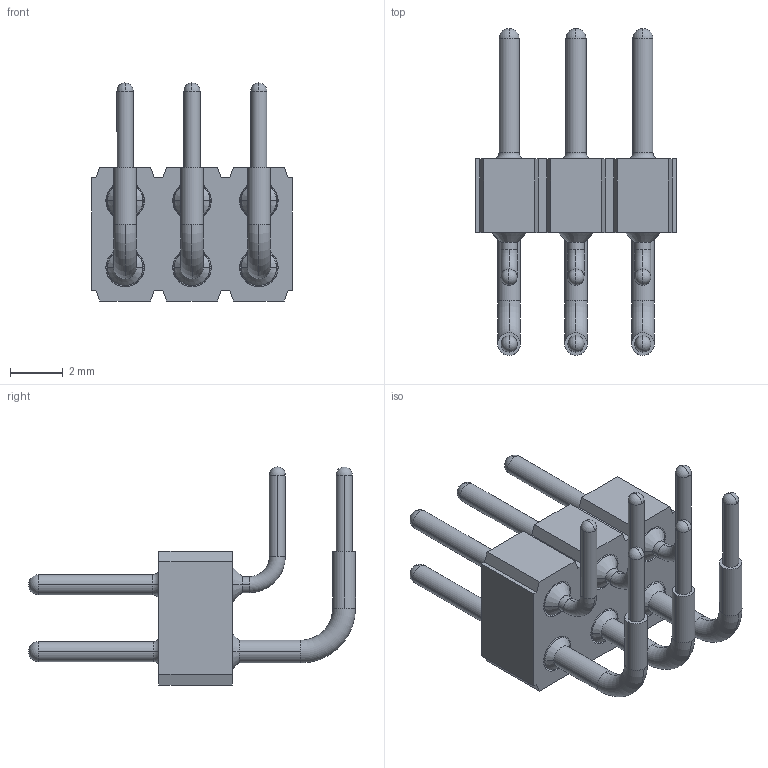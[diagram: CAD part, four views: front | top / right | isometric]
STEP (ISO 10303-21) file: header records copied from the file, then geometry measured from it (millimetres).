
FILE_DESCRIPTION (( 'STEP AP214' ), '1' );
FILE_NAME ('mill-max-802-10-006-20-001000.STEP', '2022-07-15T08:12:20', ( '' ), ( '' ), 'SwSTEP 2.0', 'SolidWorks 2022', '' );
FILE_SCHEMA (( 'AUTOMOTIVE_DESIGN' ));
Length unit declared in the file: inch
Products named in the file (4): mill-max-802-10-006-20-001000; 5005_5005-0-00-15-00-00-03-0; 5107_5107-0-00-15-00-00-03-0; P4XX-21-010-00-000000_P406-21-010-00-000000
Assembly tree (7 placements, depth 2):
  mill-max-802-10-006-20-001000
    P4XX-21-010-00-000000_P406-21-010-00-000000
    5107_5107-0-00-15-00-00-03-0  x3
    5005_5005-0-00-15-00-00-03-0  x3
Bounding box: 7.62 x 12.42 x 8.28 mm (x, y, z)
Volume: 136.4 mm3; surface area: 509.8 mm2
Topology: 7 solids, 7 shells, 1137 faces, 2670 edges, 1544 vertices
Faces by surface type: plane 663, cylinder 258, cone 168, torus 24, sphere 24
Entity records: 13043 total; most frequent: CARTESIAN_POINT 3067, ORIENTED_EDGE 1972, DIRECTION 1848, EDGE_CURVE 986, AXIS2_PLACEMENT_3D 789, VERTEX_POINT 584, EDGE_LOOP 442, FACE_OUTER_BOUND 419
